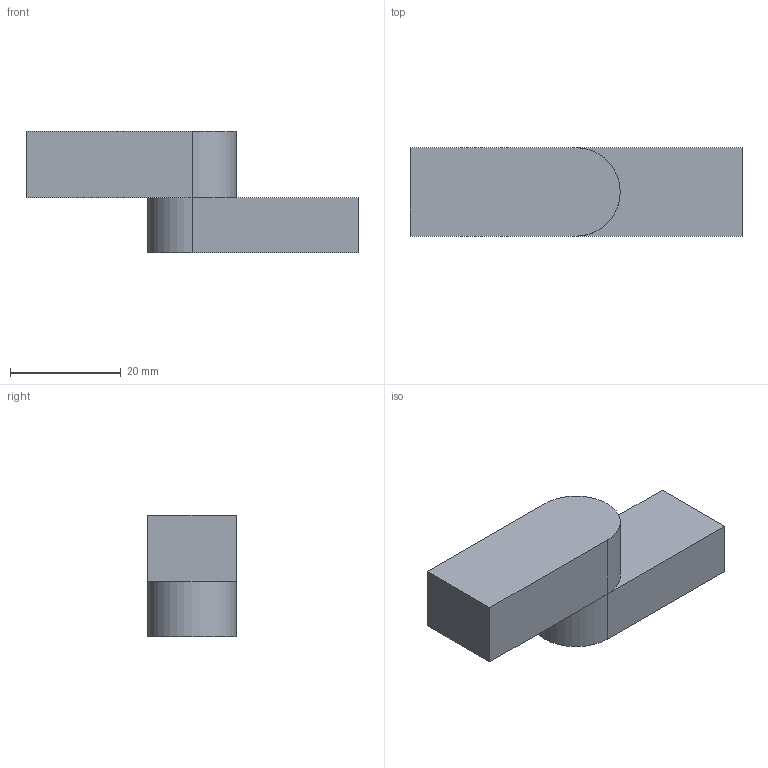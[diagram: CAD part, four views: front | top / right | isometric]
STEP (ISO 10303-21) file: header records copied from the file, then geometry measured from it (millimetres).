
FILE_DESCRIPTION(('FreeCAD Model'),'2;1');
FILE_NAME('Open CASCADE Shape Model','2025-03-23T14:04:28',(''),(''), 'Open CASCADE STEP processor 7.8','FreeCAD','Unknown');
FILE_SCHEMA(('AUTOMOTIVE_DESIGN { 1 0 10303 214 1 1 1 1 }'));
Length unit declared in the file: millimetre
Products named in the file (3): hinge_rotation_simple; Male; Female
Assembly tree (2 placements, depth 2):
  hinge_rotation_simple
    Male
    Female
Bounding box: 60 x 16 x 22 mm (x, y, z)
Volume: 12667.7 mm3; surface area: 5069.2 mm2
Topology: 2 solids, 2 shells, 17 faces, 32 edges, 21 vertices
Faces by surface type: plane 12, cylinder 4, cone 1
Full cylindrical faces by diameter (mm): 8 x1, 8.3 x1
Entity records: 493 total; most frequent: DIRECTION 81, CARTESIAN_POINT 73, ORIENTED_EDGE 64, EDGE_CURVE 32, AXIS2_PLACEMENT_3D 29, LINE 23, VECTOR 23, VERTEX_POINT 21
